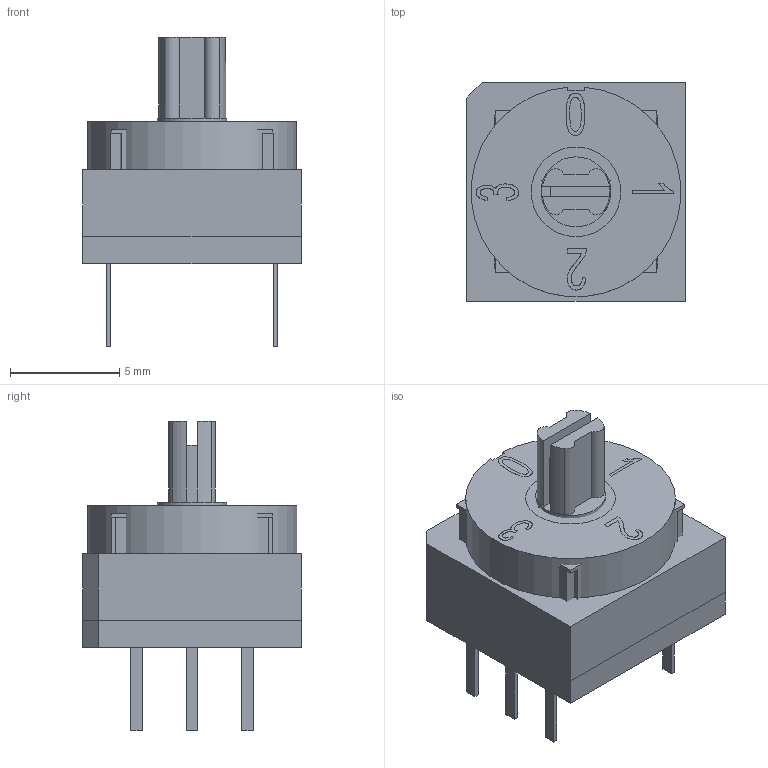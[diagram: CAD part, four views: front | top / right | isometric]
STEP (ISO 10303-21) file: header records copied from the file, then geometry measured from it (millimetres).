
FILE_DESCRIPTION(/* description */ (''),/* implementation_level */ '2;1');
FILE_NAME(/* name */ 'RDTAx04P1x.stp',/* time_stamp */ '2025-06-03T10:44:50-05:00',/* author */ ('mroman'),/* organization */ (''),/* preprocessor_version */ 'ST-DEVELOPER v18.1',/* originating_system */ 'Autodesk Inventor 2022',/* authorisation */ '');
FILE_SCHEMA (('AUTOMOTIVE_DESIGN { 1 0 10303 214 3 1 1 }'));
Length unit declared in the file: centimetre
Products named in the file (1): RDTAx04P1x
Bounding box: 10 x 10 x 14.15 mm (x, y, z)
Volume: 749.3 mm3; surface area: 939.9 mm2
Topology: 2 solids, 6 shells, 861 faces, 2359 edges, 1550 vertices
Faces by surface type: plane 541, bspline 183, cylinder 137
Full cylindrical faces by diameter (mm): 0.5 x4, 0.55 x1, 3.2 x1, 3.34 x1, 6.2 x1, 6.3 x1
Entity records: 28430 total; most frequent: CARTESIAN_POINT 7714, ORIENTED_EDGE 4718, DIRECTION 3532, EDGE_CURVE 2359, LINE 1684, VECTOR 1684, VERTEX_POINT 1550, AXIS2_PLACEMENT_3D 924
